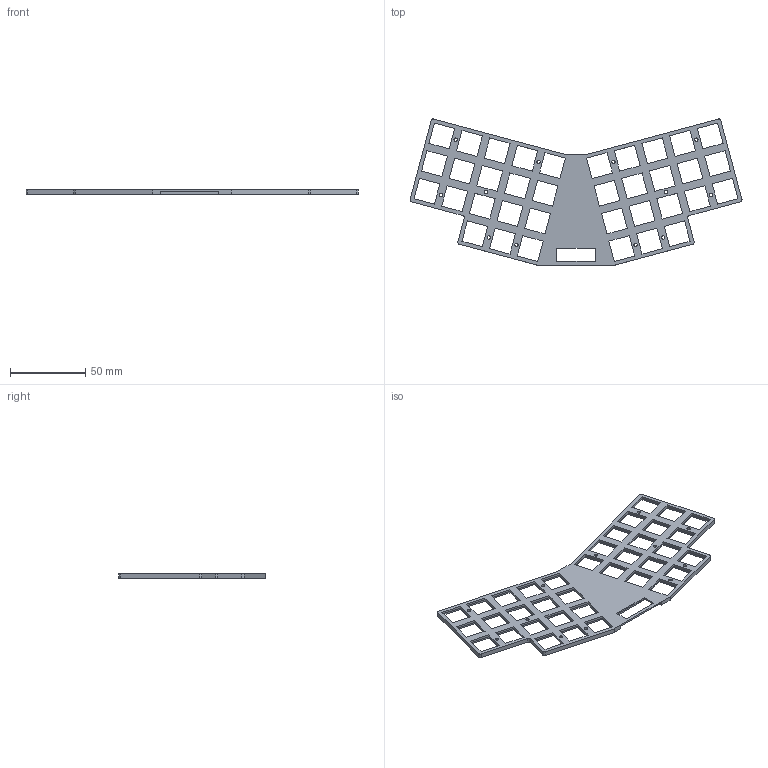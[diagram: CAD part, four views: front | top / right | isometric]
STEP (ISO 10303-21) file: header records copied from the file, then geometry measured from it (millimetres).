
FILE_DESCRIPTION(('HOOPS Exchange Step'),'2;1');
FILE_NAME('temp_export','2023-06-10T15:35:40-04:00',('jscotto'),('Shapr3D Limited'),'HOOPS Exchange 2022.2','Shapr3D','Authorized');
FILE_SCHEMA( ('AUTOMOTIVE_DESIGN { 1 0 10303 214 1 1 1 1 }') );
Length unit declared in the file: millimetre
Products named in the file (1): Plate
Bounding box: 220.27 x 96.88 x 3 mm (x, y, z)
Volume: 20827.5 mm3; surface area: 23636.8 mm2
Topology: 1 solids, 1 shells, 374 faces, 1009 edges, 673 vertices
Faces by surface type: plane 347, cylinder 27
Full cylindrical faces by diameter (mm): 2.2 x12
Entity records: 11755 total; most frequent: CARTESIAN_POINT 2057, ORIENTED_EDGE 2018, DIRECTION 1813, EDGE_CURVE 1009, VECTOR 955, LINE 955, VERTEX_POINT 673, EDGE_LOOP 508
